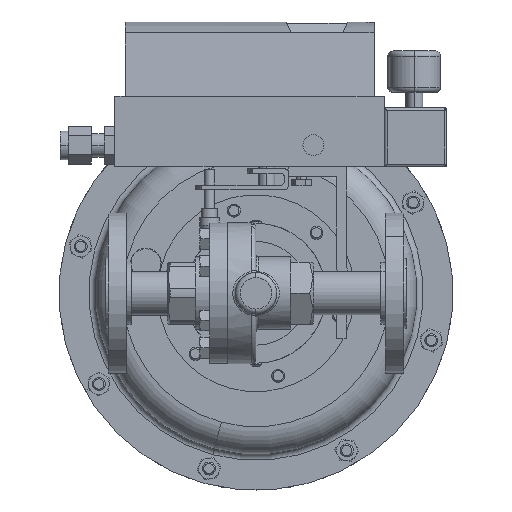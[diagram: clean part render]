
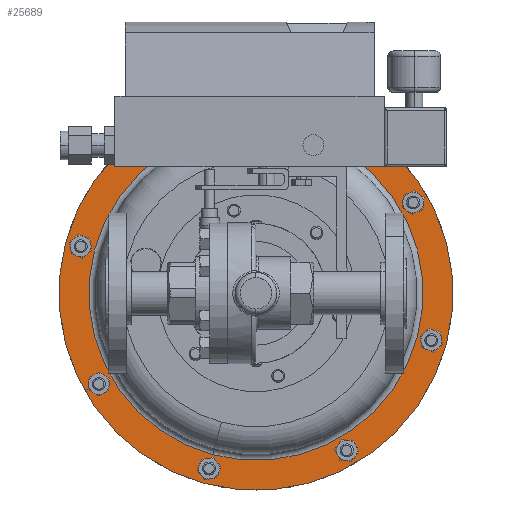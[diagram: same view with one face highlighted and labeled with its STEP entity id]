
A CAD part, front view. The second image highlights one B-rep face of the part: STEP entity #25689.
In plain terms, the highlighted planar face has unit normal (0, -1, 0).
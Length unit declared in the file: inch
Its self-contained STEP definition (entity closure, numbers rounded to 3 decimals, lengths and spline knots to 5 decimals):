
#27 = VERTEX_POINT ( 'NONE', #21925 ) ;
#52 = VERTEX_POINT ( 'NONE', #22275 ) ;
#1326 = VERTEX_POINT ( 'NONE', #29344 ) ;
#1348 = AXIS2_PLACEMENT_3D ( 'NONE', #12012, #12317, #12394 ) ;
#1390 = AXIS2_PLACEMENT_3D ( 'NONE', #22477, #5068, #19981 ) ;
#4001 = ORIENTED_EDGE ( 'NONE', *, *, #5134, .T. ) ;
#4938 = DIRECTION ( 'NONE',  ( 0.259, 0., 0.966 ) ) ;
#5068 = DIRECTION ( 'NONE',  ( 0., 1., 0. ) ) ;
#5134 = EDGE_CURVE ( 'NONE', #22895, #27, #7911, .T. ) ;
#5483 = DIRECTION ( 'NONE',  ( 0., 1., 0. ) ) ;
#6046 = EDGE_CURVE ( 'NONE', #27, #22895, #24931, .T. ) ;
#7911 = CIRCLE ( 'NONE', #20639, 4.029 ) ;
#10768 = EDGE_LOOP ( 'NONE', ( #31771, #4001 ) ) ;
#11921 = EDGE_LOOP ( 'NONE', ( #27480, #26574 ) ) ;
#12012 = CARTESIAN_POINT ( 'NONE',  ( 1.54942, 10.31137, 3.28012 ) ) ;
#12191 = EDGE_CURVE ( 'NONE', #1326, #52, #30769, .T. ) ;
#12317 = DIRECTION ( 'NONE',  ( 0., 1., 0. ) ) ;
#12394 = DIRECTION ( 'NONE',  ( -0.259, 0., -0.966 ) ) ;
#14437 = CARTESIAN_POINT ( 'NONE',  ( 2.5922, 10.31137, 7.17183 ) ) ;
#16452 = FACE_OUTER_BOUND ( 'NONE', #11921, .T. ) ;
#19761 = CARTESIAN_POINT ( 'NONE',  ( -3.03873, 10.31137, 4.50951 ) ) ;
#19861 = DIRECTION ( 'NONE',  ( 0., -1., 0. ) ) ;
#19981 = DIRECTION ( 'NONE',  ( -0.259, 0., -0.966 ) ) ;
#20380 = CARTESIAN_POINT ( 'NONE',  ( 1.54942, 10.31137, 3.28012 ) ) ;
#20639 = AXIS2_PLACEMENT_3D ( 'NONE', #23617, #23680, #23641 ) ;
#20679 = AXIS2_PLACEMENT_3D ( 'NONE', #19761, #19861, #4938 ) ;
#21925 = CARTESIAN_POINT ( 'NONE',  ( 0.50664, 10.31137, -0.6116 ) ) ;
#22275 = CARTESIAN_POINT ( 'NONE',  ( 0.32003, 10.31137, -1.30803 ) ) ;
#22477 = CARTESIAN_POINT ( 'NONE',  ( 1.54942, 10.31137, 3.28012 ) ) ;
#22879 = DIRECTION ( 'NONE',  ( -0.259, 0., -0.966 ) ) ;
#22895 = VERTEX_POINT ( 'NONE', #14437 ) ;
#23617 = CARTESIAN_POINT ( 'NONE',  ( 1.54942, 10.31137, 3.28012 ) ) ;
#23641 = DIRECTION ( 'NONE',  ( -0.259, 0., -0.966 ) ) ;
#23680 = DIRECTION ( 'NONE',  ( 0., 1., 0. ) ) ;
#24931 = CIRCLE ( 'NONE', #1390, 4.029 ) ;
#25689 = ADVANCED_FACE ( 'NONE', ( #29584, #16452 ), #29676, .T. ) ;
#26574 = ORIENTED_EDGE ( 'NONE', *, *, #12191, .F. ) ;
#27480 = ORIENTED_EDGE ( 'NONE', *, *, #28669, .F. ) ;
#28202 = AXIS2_PLACEMENT_3D ( 'NONE', #20380, #5483, #22879 ) ;
#28669 = EDGE_CURVE ( 'NONE', #52, #1326, #31362, .T. ) ;
#29344 = CARTESIAN_POINT ( 'NONE',  ( 2.77881, 10.31137, 7.86827 ) ) ;
#29584 = FACE_BOUND ( 'NONE', #10768, .T. ) ;
#29676 = PLANE ( 'NONE',  #20679 ) ;
#30769 = CIRCLE ( 'NONE', #1348, 4.75 ) ;
#31362 = CIRCLE ( 'NONE', #28202, 4.75 ) ;
#31771 = ORIENTED_EDGE ( 'NONE', *, *, #6046, .T. ) ;
